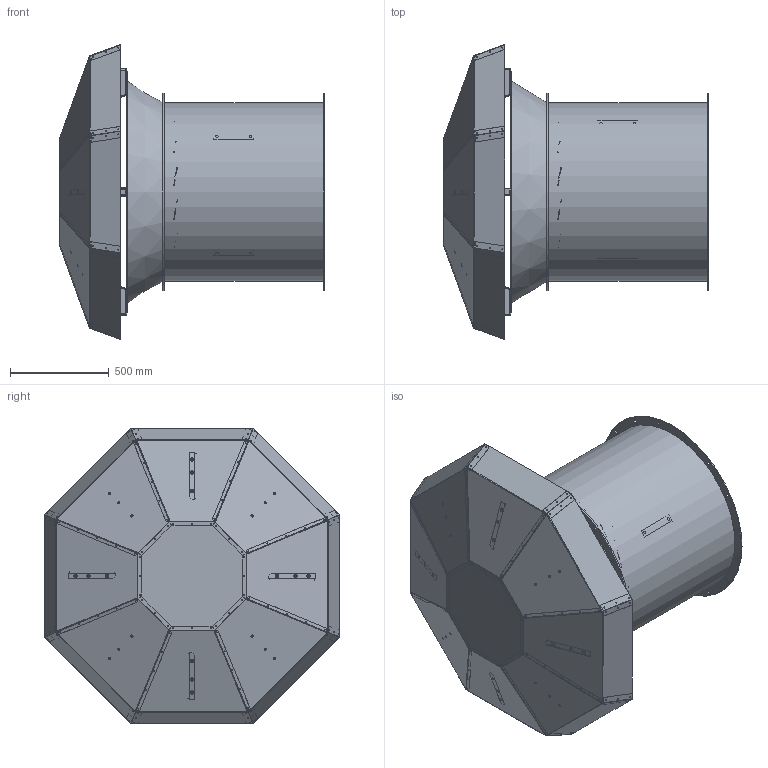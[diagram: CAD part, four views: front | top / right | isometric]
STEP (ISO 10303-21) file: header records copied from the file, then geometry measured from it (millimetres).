
FILE_DESCRIPTION(('STEP AP203'), '1');
FILE_NAME('薹恘 9', '', ('UNSPECIFIED'), ('UNSPECIFIED'), 'ASCON STEP Converter 1.3', 'ASCON Math Kernel', '');
FILE_SCHEMA(('CONFIG_CONTROL_DESIGN'));
Length unit declared in the file: millimetre
Bounding box: 1342.67 x 1494.26 x 1494.26 mm (x, y, z)
Volume: 16588200.8 mm3; surface area: 16057895.7 mm2
Topology: 23 solids, 23 shells, 2612 faces, 7291 edges, 4596 vertices
Faces by surface type: plane 1368, cylinder 642, bspline 468, extrusion 128, cone 6
Full cylindrical faces by diameter (mm): 5 x176, 11.3 x24, 13.3 x4, 13.5 x8, 58 x1, 70 x2, 75 x1, 80 x1, 596.5 x3, 602.5 x1, 905 x2, 1000 x2, 1125 x1, 1225 x1
Entity records: 112832 total; most frequent: CARTESIAN_POINT 28437, ORIENTED_EDGE 14116, DIRECTION 10956, EDGE_CURVE 7058, VERTEX_POINT 4596, VECTOR 4370, LINE 4242, EDGE_LOOP 3452
